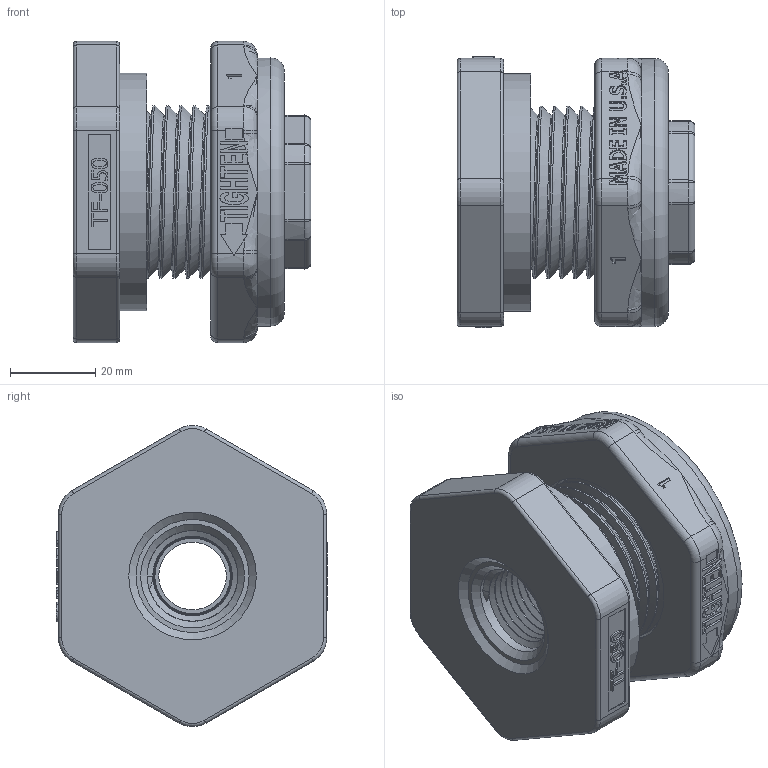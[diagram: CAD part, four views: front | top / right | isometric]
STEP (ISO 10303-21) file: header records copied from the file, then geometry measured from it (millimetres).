
FILE_DESCRIPTION(/* description */ ('1/2" POLY BULKHEAD FITTING, FKM GASKET'),/* implementation_level */ '2;1');
FILE_NAME(/* name */ 'TF050V.stp',/* time_stamp */ '2023-05-09T08:15:47-04:00',/* author */ ('MJC'),/* organization */ (''),/* preprocessor_version */ 'ST-DEVELOPER v18.1',/* originating_system */ 'Autodesk Inventor 2022',/* authorisation */ '');
FILE_SCHEMA (('AUTOMOTIVE_DESIGN { 1 0 10303 214 3 1 1 }'));
Length unit declared in the file: inch
Products named in the file (5): TF050V; TF051; TF073; TF073X; 150GV
Assembly tree (4 placements, depth 3):
  TF050V
    TF051
    TF073
      TF073X
    150GV
Bounding box: 55.88 x 63.75 x 70.77 mm (x, y, z)
Volume: 113571.3 mm3; surface area: 37167.6 mm2
Topology: 3 solids, 3 shells, 870 faces, 2307 edges, 1492 vertices
Faces by surface type: plane 491, bspline 207, cylinder 102, cone 33, torus 25, sphere 12
Full cylindrical faces by diameter (mm): 15.875 x1, 36.322 x10, 37.704 x3, 40.538 x9, 41.148 x1, 41.275 x1, 41.91 x5, 55.88 x1, 62.992 x1
Entity records: 36355 total; most frequent: CARTESIAN_POINT 16144, ORIENTED_EDGE 4590, DIRECTION 3343, EDGE_CURVE 2295, LINE 1509, VECTOR 1509, VERTEX_POINT 1492, EDGE_LOOP 937
